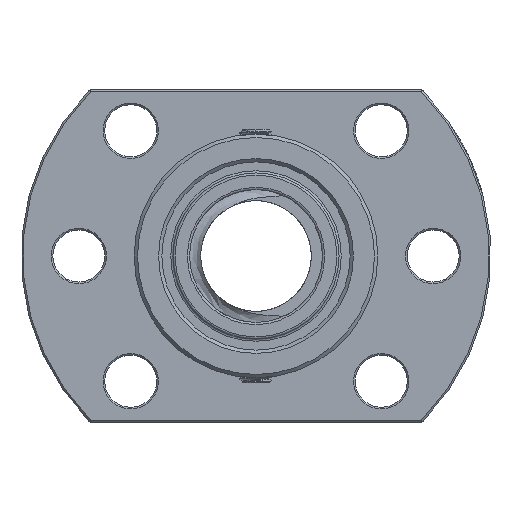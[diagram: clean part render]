
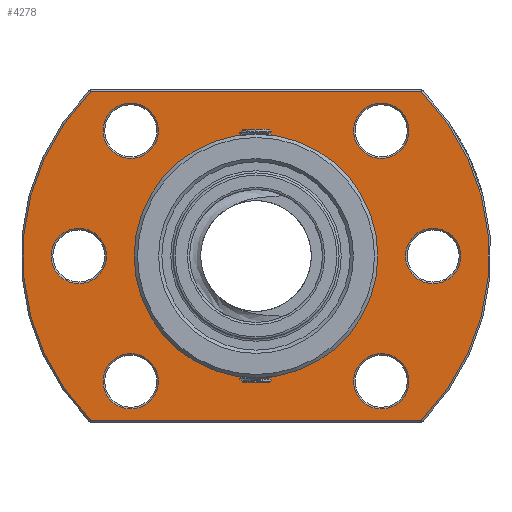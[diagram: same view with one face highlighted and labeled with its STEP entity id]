
A CAD part, front view. The second image highlights one B-rep face of the part: STEP entity #4278.
In plain terms, the highlighted planar face has unit normal (0, -1, 0).
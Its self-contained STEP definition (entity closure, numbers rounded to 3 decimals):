
#53=FACE_BOUND('',#855,.T.);
#54=FACE_BOUND('',#856,.T.);
#55=FACE_BOUND('',#857,.T.);
#56=FACE_BOUND('',#858,.T.);
#57=FACE_BOUND('',#859,.T.);
#58=FACE_BOUND('',#860,.T.);
#59=FACE_BOUND('',#861,.T.);
#95=PLANE('',#4570);
#606=FACE_OUTER_BOUND('',#854,.T.);
#854=EDGE_LOOP('',(#3237,#3238,#3239,#3240,#3241,#3242,#3243,#3244));
#855=EDGE_LOOP('',(#3245));
#856=EDGE_LOOP('',(#3246));
#857=EDGE_LOOP('',(#3247));
#858=EDGE_LOOP('',(#3248));
#859=EDGE_LOOP('',(#3249));
#860=EDGE_LOOP('',(#3250));
#861=EDGE_LOOP('',(#3251));
#1016=CIRCLE('',#4567,2.5);
#1018=CIRCLE('',#4571,0.15);
#1019=CIRCLE('',#4572,21.063);
#1020=CIRCLE('',#4573,0.15);
#1021=CIRCLE('',#4574,0.15);
#1022=CIRCLE('',#4575,21.063);
#1023=CIRCLE('',#4576,0.15);
#1024=CIRCLE('',#4577,2.5);
#1025=CIRCLE('',#4578,2.5);
#1026=CIRCLE('',#4579,2.5);
#1027=CIRCLE('',#4580,11.);
#1028=CIRCLE('',#4581,2.5);
#1029=CIRCLE('',#4582,2.5);
#1274=LINE('',#10310,#1484);
#1275=LINE('',#10317,#1485);
#1484=VECTOR('',#5255,10.);
#1485=VECTOR('',#5262,10.);
#1844=VERTEX_POINT('',#10294);
#1846=VERTEX_POINT('',#10302);
#1847=VERTEX_POINT('',#10303);
#1848=VERTEX_POINT('',#10305);
#1849=VERTEX_POINT('',#10307);
#1850=VERTEX_POINT('',#10309);
#1851=VERTEX_POINT('',#10311);
#1852=VERTEX_POINT('',#10313);
#1853=VERTEX_POINT('',#10315);
#1854=VERTEX_POINT('',#10318);
#1855=VERTEX_POINT('',#10320);
#1856=VERTEX_POINT('',#10322);
#1857=VERTEX_POINT('',#10324);
#1858=VERTEX_POINT('',#10326);
#1859=VERTEX_POINT('',#10328);
#2392=EDGE_CURVE('',#1844,#1844,#1016,.T.);
#2395=EDGE_CURVE('',#1846,#1847,#1018,.T.);
#2396=EDGE_CURVE('',#1848,#1846,#1019,.T.);
#2397=EDGE_CURVE('',#1849,#1848,#1020,.T.);
#2398=EDGE_CURVE('',#1850,#1849,#1274,.T.);
#2399=EDGE_CURVE('',#1851,#1850,#1021,.T.);
#2400=EDGE_CURVE('',#1852,#1851,#1022,.T.);
#2401=EDGE_CURVE('',#1853,#1852,#1023,.T.);
#2402=EDGE_CURVE('',#1847,#1853,#1275,.T.);
#2403=EDGE_CURVE('',#1854,#1854,#1024,.T.);
#2404=EDGE_CURVE('',#1855,#1855,#1025,.T.);
#2405=EDGE_CURVE('',#1856,#1856,#1026,.T.);
#2406=EDGE_CURVE('',#1857,#1857,#1027,.T.);
#2407=EDGE_CURVE('',#1858,#1858,#1028,.T.);
#2408=EDGE_CURVE('',#1859,#1859,#1029,.T.);
#3237=ORIENTED_EDGE('',*,*,#2395,.F.);
#3238=ORIENTED_EDGE('',*,*,#2396,.F.);
#3239=ORIENTED_EDGE('',*,*,#2397,.F.);
#3240=ORIENTED_EDGE('',*,*,#2398,.F.);
#3241=ORIENTED_EDGE('',*,*,#2399,.F.);
#3242=ORIENTED_EDGE('',*,*,#2400,.F.);
#3243=ORIENTED_EDGE('',*,*,#2401,.F.);
#3244=ORIENTED_EDGE('',*,*,#2402,.F.);
#3245=ORIENTED_EDGE('',*,*,#2403,.F.);
#3246=ORIENTED_EDGE('',*,*,#2404,.F.);
#3247=ORIENTED_EDGE('',*,*,#2405,.F.);
#3248=ORIENTED_EDGE('',*,*,#2406,.T.);
#3249=ORIENTED_EDGE('',*,*,#2407,.F.);
#3250=ORIENTED_EDGE('',*,*,#2408,.F.);
#3251=ORIENTED_EDGE('',*,*,#2392,.F.);
#4278=ADVANCED_FACE('',(#606,#53,#54,#55,#56,#57,#58,#59),#95,.F.);
#4567=AXIS2_PLACEMENT_3D('',#10296,#5240,#5241);
#4570=AXIS2_PLACEMENT_3D('',#10301,#5247,#5248);
#4571=AXIS2_PLACEMENT_3D('',#10304,#5249,#5250);
#4572=AXIS2_PLACEMENT_3D('',#10306,#5251,#5252);
#4573=AXIS2_PLACEMENT_3D('',#10308,#5253,#5254);
#4574=AXIS2_PLACEMENT_3D('',#10312,#5256,#5257);
#4575=AXIS2_PLACEMENT_3D('',#10314,#5258,#5259);
#4576=AXIS2_PLACEMENT_3D('',#10316,#5260,#5261);
#4577=AXIS2_PLACEMENT_3D('',#10319,#5263,#5264);
#4578=AXIS2_PLACEMENT_3D('',#10321,#5265,#5266);
#4579=AXIS2_PLACEMENT_3D('',#10323,#5267,#5268);
#4580=AXIS2_PLACEMENT_3D('',#10325,#5269,#5270);
#4581=AXIS2_PLACEMENT_3D('',#10327,#5271,#5272);
#4582=AXIS2_PLACEMENT_3D('',#10329,#5273,#5274);
#5240=DIRECTION('center_axis',(0.,-1.,0.));
#5241=DIRECTION('ref_axis',(-1.,0.,0.));
#5247=DIRECTION('center_axis',(0.,1.,0.));
#5248=DIRECTION('ref_axis',(-1.,0.,0.));
#5249=DIRECTION('center_axis',(0.,1.,0.));
#5250=DIRECTION('ref_axis',(-0.385,0.,0.923));
#5251=DIRECTION('center_axis',(0.,1.,0.));
#5252=DIRECTION('ref_axis',(-0.707,0.,-0.707));
#5253=DIRECTION('center_axis',(0.,1.,0.));
#5254=DIRECTION('ref_axis',(-0.385,0.,-0.923));
#5255=DIRECTION('',(-1.,0.,0.));
#5256=DIRECTION('center_axis',(0.,1.,0.));
#5257=DIRECTION('ref_axis',(0.385,0.,-0.923));
#5258=DIRECTION('center_axis',(0.,1.,0.));
#5259=DIRECTION('ref_axis',(0.707,0.,0.707));
#5260=DIRECTION('center_axis',(0.,1.,0.));
#5261=DIRECTION('ref_axis',(0.385,0.,0.923));
#5262=DIRECTION('',(1.,0.,0.));
#5263=DIRECTION('center_axis',(0.,-1.,0.));
#5264=DIRECTION('ref_axis',(-1.,0.,0.));
#5265=DIRECTION('center_axis',(0.,-1.,0.));
#5266=DIRECTION('ref_axis',(-1.,0.,0.));
#5267=DIRECTION('center_axis',(0.,-1.,0.));
#5268=DIRECTION('ref_axis',(-1.,0.,0.));
#5269=DIRECTION('center_axis',(0.,1.,0.));
#5270=DIRECTION('ref_axis',(1.,0.,0.));
#5271=DIRECTION('center_axis',(0.,-1.,0.));
#5272=DIRECTION('ref_axis',(-1.,0.,0.));
#5273=DIRECTION('center_axis',(0.,-1.,0.));
#5274=DIRECTION('ref_axis',(-1.,0.,0.));
#10294=CARTESIAN_POINT('',(18.5,27.,0.));
#10296=CARTESIAN_POINT('Origin',(16.,27.,0.));
#10301=CARTESIAN_POINT('Origin',(0.,27.,0.));
#10302=CARTESIAN_POINT('',(-14.982,27.,14.805));
#10303=CARTESIAN_POINT('',(-14.875,27.,14.85));
#10304=CARTESIAN_POINT('Origin',(-14.875,27.,14.7));
#10305=CARTESIAN_POINT('',(-14.982,27.,-14.805));
#10306=CARTESIAN_POINT('Origin',(0.,27.,0.));
#10307=CARTESIAN_POINT('',(-14.875,27.,-14.85));
#10308=CARTESIAN_POINT('Origin',(-14.875,27.,-14.7));
#10309=CARTESIAN_POINT('',(14.875,27.,-14.85));
#10310=CARTESIAN_POINT('',(7.5,27.,-14.85));
#10311=CARTESIAN_POINT('',(14.982,27.,-14.805));
#10312=CARTESIAN_POINT('Origin',(14.875,27.,-14.7));
#10313=CARTESIAN_POINT('',(14.982,27.,14.805));
#10314=CARTESIAN_POINT('Origin',(0.,27.,0.));
#10315=CARTESIAN_POINT('',(14.875,27.,14.85));
#10316=CARTESIAN_POINT('Origin',(14.875,27.,14.7));
#10317=CARTESIAN_POINT('',(-7.5,27.,14.85));
#10318=CARTESIAN_POINT('',(13.814,27.,-11.314));
#10319=CARTESIAN_POINT('Origin',(11.314,27.,-11.314));
#10320=CARTESIAN_POINT('',(-13.5,27.,0.));
#10321=CARTESIAN_POINT('Origin',(-16.,27.,0.));
#10322=CARTESIAN_POINT('',(13.814,27.,11.314));
#10323=CARTESIAN_POINT('Origin',(11.314,27.,11.314));
#10324=CARTESIAN_POINT('',(-11.,27.,0.));
#10325=CARTESIAN_POINT('Origin',(0.,27.,0.));
#10326=CARTESIAN_POINT('',(-8.814,27.,11.314));
#10327=CARTESIAN_POINT('Origin',(-11.314,27.,11.314));
#10328=CARTESIAN_POINT('',(-8.814,27.,-11.314));
#10329=CARTESIAN_POINT('Origin',(-11.314,27.,-11.314));
